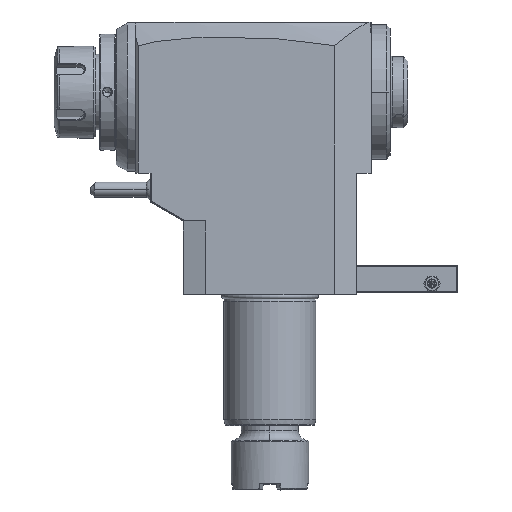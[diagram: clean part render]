
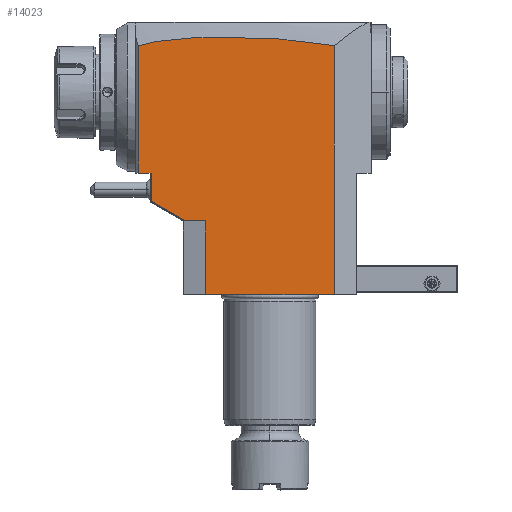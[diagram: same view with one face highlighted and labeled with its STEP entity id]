
A CAD part, top view. The second image highlights one B-rep face of the part: STEP entity #14023.
In plain terms, the highlighted planar face has unit normal (0, 0, 1).
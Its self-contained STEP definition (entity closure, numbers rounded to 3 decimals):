
#3216=DIRECTION('',(-1.,0.,0.));
#3217=VECTOR('',#3216,70.);
#3218=CARTESIAN_POINT('',(35.,0.,44.));
#3219=LINE('',#3218,#3217);
#3357=DIRECTION('',(1.,0.,0.));
#3358=VECTOR('',#3357,7.);
#3359=CARTESIAN_POINT('',(-71.5,66.,44.));
#3360=LINE('',#3359,#3358);
#3566=DIRECTION('',(0.,-1.,0.));
#3567=VECTOR('',#3566,135.17);
#3568=CARTESIAN_POINT('',(35.,135.17,44.));
#3569=LINE('',#3568,#3567);
#3570=DIRECTION('',(0.866,-0.5,0.));
#3571=VECTOR('',#3570,21.362);
#3572=CARTESIAN_POINT('',(-64.5,50.681,44.));
#3573=LINE('',#3572,#3571);
#3574=DIRECTION('',(0.,-1.,0.));
#3575=VECTOR('',#3574,15.319);
#3576=CARTESIAN_POINT('',(-64.5,66.,44.));
#3577=LINE('',#3576,#3575);
#3578=DIRECTION('',(0.,-1.,0.));
#3579=VECTOR('',#3578,69.054);
#3580=CARTESIAN_POINT('',(-71.5,135.054,44.));
#3581=LINE('',#3580,#3579);
#3582=CARTESIAN_POINT('',(35.,135.17,44.));
#3583=CARTESIAN_POINT('',(33.793,135.404,44.));
#3584=CARTESIAN_POINT('',(31.362,135.846,44.));
#3585=CARTESIAN_POINT('',(27.669,136.443,44.));
#3586=CARTESIAN_POINT('',(23.923,136.984,44.));
#3587=CARTESIAN_POINT('',(20.119,137.474,44.));
#3588=CARTESIAN_POINT('',(16.245,137.92,44.));
#3589=CARTESIAN_POINT('',(12.133,138.338,44.));
#3590=CARTESIAN_POINT('',(7.63,138.737,44.));
#3591=CARTESIAN_POINT('',(2.551,139.118,44.));
#3592=CARTESIAN_POINT('',(-2.874,139.445,44.));
#3593=CARTESIAN_POINT('',(-8.326,139.696,44.));
#3594=CARTESIAN_POINT('',(-13.712,139.869,44.));
#3595=CARTESIAN_POINT('',(-19.076,139.968,44.));
#3596=CARTESIAN_POINT('',(-24.384,139.992,44.));
#3597=CARTESIAN_POINT('',(-29.598,139.94,44.));
#3598=CARTESIAN_POINT('',(-34.574,139.816,44.));
#3599=CARTESIAN_POINT('',(-39.159,139.633,44.));
#3600=CARTESIAN_POINT('',(-43.27,139.406,44.));
#3601=CARTESIAN_POINT('',(-46.873,139.154,44.));
#3602=CARTESIAN_POINT('',(-50.057,138.885,44.));
#3603=CARTESIAN_POINT('',(-52.885,138.605,44.));
#3604=CARTESIAN_POINT('',(-55.402,138.318,44.));
#3605=CARTESIAN_POINT('',(-57.66,138.027,44.));
#3606=CARTESIAN_POINT('',(-59.675,137.736,44.));
#3607=CARTESIAN_POINT('',(-61.459,137.451,44.));
#3608=CARTESIAN_POINT('',(-63.025,137.175,44.));
#3609=CARTESIAN_POINT('',(-64.426,136.907,44.));
#3610=CARTESIAN_POINT('',(-65.714,136.639,44.));
#3611=CARTESIAN_POINT('',(-66.944,136.36,44.));
#3612=CARTESIAN_POINT('',(-68.164,136.059,44.));
#3613=CARTESIAN_POINT('',(-69.346,135.739,44.));
#3614=CARTESIAN_POINT('',(-70.473,135.401,44.));
#3615=CARTESIAN_POINT('',(-71.166,135.171,44.));
#3616=CARTESIAN_POINT('',(-71.5,135.054,44.));
#3618=DIRECTION('',(0.,-1.,0.));
#3619=VECTOR('',#3618,40.);
#3620=CARTESIAN_POINT('',(-35.,40.,44.));
#3621=LINE('',#3620,#3619);
#3650=DIRECTION('',(1.,0.,0.));
#3651=VECTOR('',#3650,11.);
#3652=CARTESIAN_POINT('',(-46.,40.,44.));
#3653=LINE('',#3652,#3651);
#10221=CARTESIAN_POINT('',(-71.5,66.,44.));
#10222=VERTEX_POINT('',#10221);
#10227=CARTESIAN_POINT('',(-64.5,66.,44.));
#10228=CARTESIAN_POINT('',(-64.5,50.681,44.));
#10229=VERTEX_POINT('',#10227);
#10230=VERTEX_POINT('',#10228);
#10239=VERTEX_POINT('',#3582);
#10240=VERTEX_POINT('',#3616);
#10266=CARTESIAN_POINT('',(-46.,40.,44.));
#10268=VERTEX_POINT('',#10266);
#10285=CARTESIAN_POINT('',(-35.,40.,44.));
#10286=VERTEX_POINT('',#10285);
#10662=CARTESIAN_POINT('',(35.,0.,44.));
#10663=CARTESIAN_POINT('',(-35.,0.,44.));
#10664=VERTEX_POINT('',#10662);
#10665=VERTEX_POINT('',#10663);
#14004=CARTESIAN_POINT('',(-53.475,40.,44.));
#14005=DIRECTION('',(0.,0.,1.));
#14006=DIRECTION('',(1.,0.,0.));
#14007=AXIS2_PLACEMENT_3D('',#14004,#14005,#14006);
#14008=PLANE('',#14007);
#14009=ORIENTED_EDGE('',*,*,#13997,.T.);
#14010=ORIENTED_EDGE('',*,*,#13709,.T.);
#14012=ORIENTED_EDGE('',*,*,#14011,.F.);
#14014=ORIENTED_EDGE('',*,*,#14013,.F.);
#14016=ORIENTED_EDGE('',*,*,#14015,.F.);
#14017=ORIENTED_EDGE('',*,*,#13841,.F.);
#14018=ORIENTED_EDGE('',*,*,#13862,.F.);
#14019=ORIENTED_EDGE('',*,*,#13934,.F.);
#14020=ORIENTED_EDGE('',*,*,#13979,.F.);
#14021=EDGE_LOOP('',(#14009,#14010,#14012,#14014,#14016,#14017,#14018,#14019,
#14020));
#14022=FACE_OUTER_BOUND('',#14021,.F.);
#3617=B_SPLINE_CURVE_WITH_KNOTS('',3,(#3582,#3583,#3584,#3585,#3586,#3587,#3588,
#3589,#3590,#3591,#3592,#3593,#3594,#3595,#3596,#3597,#3598,#3599,#3600,#3601,
#3602,#3603,#3604,#3605,#3606,#3607,#3608,#3609,#3610,#3611,#3612,#3613,#3614,
#3615,#3616),.UNSPECIFIED.,.F.,.F.,(4,1,1,1,1,1,1,1,1,1,1,1,1,1,1,1,1,1,1,1,1,1,
1,1,1,1,1,1,1,1,1,1,4),(0.,0.031,0.063,0.094,0.125,0.156,
0.188,0.219,0.25,0.281,0.313,0.344,0.375,0.406,
0.438,0.469,0.5,0.531,0.563,0.594,0.625,0.656,
0.688,0.719,0.75,0.781,0.813,0.844,0.875,0.906,
0.938,0.969,1.),.UNSPECIFIED.);
#13709=EDGE_CURVE('',#10664,#10665,#3219,.T.);
#13841=EDGE_CURVE('',#10229,#10230,#3577,.T.);
#13862=EDGE_CURVE('',#10222,#10229,#3360,.T.);
#13934=EDGE_CURVE('',#10240,#10222,#3581,.T.);
#13979=EDGE_CURVE('',#10239,#10240,#3617,.T.);
#13997=EDGE_CURVE('',#10239,#10664,#3569,.T.);
#14011=EDGE_CURVE('',#10286,#10665,#3621,.T.);
#14013=EDGE_CURVE('',#10268,#10286,#3653,.T.);
#14015=EDGE_CURVE('',#10230,#10268,#3573,.T.);
#14023=ADVANCED_FACE('',(#14022),#14008,.T.);
